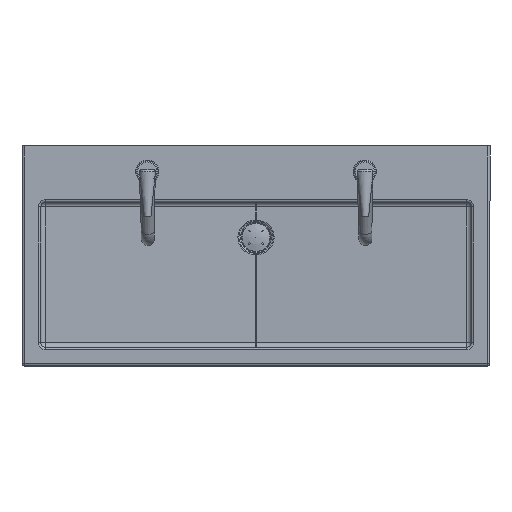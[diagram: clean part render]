
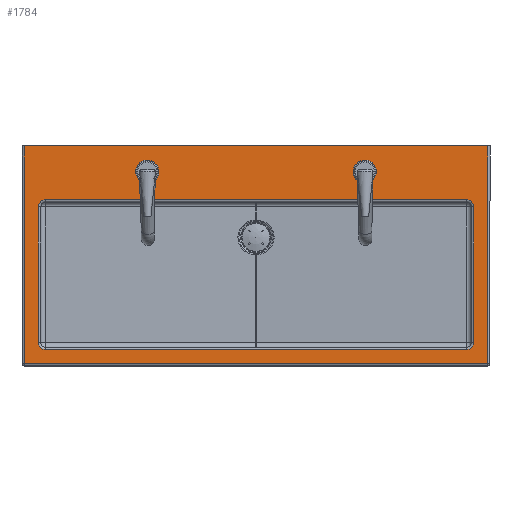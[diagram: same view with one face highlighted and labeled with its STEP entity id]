
A CAD part, top view. The second image highlights one B-rep face of the part: STEP entity #1784.
In plain terms, the highlighted planar face has unit normal (0, 0, 1).
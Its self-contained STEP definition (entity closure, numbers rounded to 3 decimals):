
#1330=CARTESIAN_POINT('',(3.157,36.179,135.0));
#1331=VERTEX_POINT('',#1330);
#1349=CARTESIAN_POINT('',(3.157,326.179,135.0));
#1350=VERTEX_POINT('',#1349);
#1358=CARTESIAN_POINT('',(3.157,326.179,135.0));
#1359=DIRECTION('',(0.0,-1.0,0.0));
#1360=VECTOR('',#1359,290.);
#1361=LINE('',#1358,#1360);
#1362=EDGE_CURVE('',#1350,#1331,#1361,.T.);
#1372=CARTESIAN_POINT('',(18.157,21.179,135.0));
#1373=VERTEX_POINT('',#1372);
#1391=CARTESIAN_POINT('',(18.157,36.179,135.0));
#1392=DIRECTION('',(0.0,0.0,1.0));
#1393=DIRECTION('',(-0.707,-0.707,0.0));
#1394=AXIS2_PLACEMENT_3D('',#1391,#1392,#1393);
#1395=CIRCLE('',#1394,15.);
#1396=EDGE_CURVE('',#1331,#1373,#1395,.T.);
#1408=CARTESIAN_POINT('',(18.157,341.179,135.0));
#1409=VERTEX_POINT('',#1408);
#1417=CARTESIAN_POINT('',(18.157,326.179,135.0));
#1418=DIRECTION('',(0.0,0.0,1.0));
#1419=DIRECTION('',(-0.707,0.707,0.0));
#1420=AXIS2_PLACEMENT_3D('',#1417,#1418,#1419);
#1421=CIRCLE('',#1420,15.);
#1422=EDGE_CURVE('',#1409,#1350,#1421,.T.);
#1440=CARTESIAN_POINT('',(918.157,21.179,135.0));
#1441=VERTEX_POINT('',#1440);
#1458=CARTESIAN_POINT('',(18.157,21.179,135.0));
#1459=DIRECTION('',(1.0,0.0,0.0));
#1460=VECTOR('',#1459,900.0);
#1461=LINE('',#1458,#1460);
#1462=EDGE_CURVE('',#1373,#1441,#1461,.T.);
#1474=CARTESIAN_POINT('',(918.157,341.179,135.0));
#1475=VERTEX_POINT('',#1474);
#1483=CARTESIAN_POINT('',(918.157,341.179,135.0));
#1484=DIRECTION('',(-1.0,0.0,0.0));
#1485=VECTOR('',#1484,900.);
#1486=LINE('',#1483,#1485);
#1487=EDGE_CURVE('',#1475,#1409,#1486,.T.);
#1504=CARTESIAN_POINT('',(933.157,36.179,135.0));
#1505=VERTEX_POINT('',#1504);
#1523=CARTESIAN_POINT('',(918.157,36.179,135.0));
#1524=DIRECTION('',(0.0,0.0,1.));
#1525=DIRECTION('',(0.707,-0.707,0.0));
#1526=AXIS2_PLACEMENT_3D('',#1523,#1524,#1525);
#1527=CIRCLE('',#1526,15.);
#1528=EDGE_CURVE('',#1441,#1505,#1527,.T.);
#1540=CARTESIAN_POINT('',(933.157,326.179,135.0));
#1541=VERTEX_POINT('',#1540);
#1549=CARTESIAN_POINT('',(918.157,326.179,135.0));
#1550=DIRECTION('',(0.0,0.0,1.));
#1551=DIRECTION('',(0.707,0.707,0.0));
#1552=AXIS2_PLACEMENT_3D('',#1549,#1550,#1551);
#1553=CIRCLE('',#1552,15.0);
#1554=EDGE_CURVE('',#1541,#1475,#1553,.T.);
#1573=CARTESIAN_POINT('',(933.157,36.179,135.0));
#1574=DIRECTION('',(0.0,1.0,0.0));
#1575=VECTOR('',#1574,290.);
#1576=LINE('',#1573,#1575);
#1577=EDGE_CURVE('',#1505,#1541,#1576,.T.);
#1713=CARTESIAN_POINT('',(468.157,221.179,135.0));
#1714=DIRECTION('',(0.0,0.0,1.0));
#1715=DIRECTION('',(1.0,0.0,0.0));
#1716=AXIS2_PLACEMENT_3D('',#1713,#1714,#1715);
#1717=PLANE('',#1716);
#1718=CARTESIAN_POINT('',(-26.843,-8.821,135.0));
#1719=VERTEX_POINT('',#1718);
#1720=CARTESIAN_POINT('',(-26.843,456.179,135.0));
#1721=VERTEX_POINT('',#1720);
#1722=CARTESIAN_POINT('',(-26.843,-8.821,135.0));
#1723=DIRECTION('',(0.0,1.0,0.0));
#1724=VECTOR('',#1723,465.0);
#1725=LINE('',#1722,#1724);
#1726=EDGE_CURVE('',#1719,#1721,#1725,.T.);
#1727=ORIENTED_EDGE('',*,*,#1726,.F.);
#1728=CARTESIAN_POINT('',(963.157,-8.821,135.0));
#1729=VERTEX_POINT('',#1728);
#1730=CARTESIAN_POINT('',(963.157,-8.821,135.0));
#1731=DIRECTION('',(-1.0,0.0,0.0));
#1732=VECTOR('',#1731,990.0);
#1733=LINE('',#1730,#1732);
#1734=EDGE_CURVE('',#1729,#1719,#1733,.T.);
#1735=ORIENTED_EDGE('',*,*,#1734,.F.);
#1736=CARTESIAN_POINT('',(963.157,456.179,135.0));
#1737=VERTEX_POINT('',#1736);
#1738=CARTESIAN_POINT('',(963.157,456.179,135.0));
#1739=DIRECTION('',(0.0,-1.0,0.0));
#1740=VECTOR('',#1739,465.);
#1741=LINE('',#1738,#1740);
#1742=EDGE_CURVE('',#1737,#1729,#1741,.T.);
#1743=ORIENTED_EDGE('',*,*,#1742,.F.);
#1744=CARTESIAN_POINT('',(-26.843,456.179,135.0));
#1745=DIRECTION('',(1.0,0.0,0.0));
#1746=VECTOR('',#1745,990.);
#1747=LINE('',#1744,#1746);
#1748=EDGE_CURVE('',#1721,#1737,#1747,.T.);
#1749=ORIENTED_EDGE('',*,*,#1748,.F.);
#1750=EDGE_LOOP('',(#1727,#1735,#1743,#1749));
#1751=FACE_OUTER_BOUND('',#1750,.T.);
#1752=CARTESIAN_POINT('',(721.157,401.179,135.0));
#1753=VERTEX_POINT('',#1752);
#1754=CARTESIAN_POINT('',(700.657,401.179,135.0));
#1755=DIRECTION('',(0.0,0.0,1.0));
#1756=DIRECTION('',(-1.0,0.0,0.0));
#1757=AXIS2_PLACEMENT_3D('',#1754,#1755,#1756);
#1758=CIRCLE('',#1757,20.5);
#1759=EDGE_CURVE('',#1753,#1753,#1758,.T.);
#1760=ORIENTED_EDGE('',*,*,#1759,.F.);
#1761=EDGE_LOOP('',(#1760));
#1762=FACE_BOUND('',#1761,.T.);
#1763=CARTESIAN_POINT('',(256.157,401.179,135.0));
#1764=VERTEX_POINT('',#1763);
#1765=CARTESIAN_POINT('',(235.657,401.179,135.0));
#1766=DIRECTION('',(0.0,0.0,1.0));
#1767=DIRECTION('',(-1.0,0.0,0.0));
#1768=AXIS2_PLACEMENT_3D('',#1765,#1766,#1767);
#1769=CIRCLE('',#1768,20.5);
#1770=EDGE_CURVE('',#1764,#1764,#1769,.T.);
#1771=ORIENTED_EDGE('',*,*,#1770,.F.);
#1772=EDGE_LOOP('',(#1771));
#1773=FACE_BOUND('',#1772,.T.);
#1774=ORIENTED_EDGE('',*,*,#1362,.F.);
#1775=ORIENTED_EDGE('',*,*,#1422,.F.);
#1776=ORIENTED_EDGE('',*,*,#1487,.F.);
#1777=ORIENTED_EDGE('',*,*,#1554,.F.);
#1778=ORIENTED_EDGE('',*,*,#1577,.F.);
#1779=ORIENTED_EDGE('',*,*,#1528,.F.);
#1780=ORIENTED_EDGE('',*,*,#1462,.F.);
#1781=ORIENTED_EDGE('',*,*,#1396,.F.);
#1782=EDGE_LOOP('',(#1774,#1775,#1776,#1777,#1778,#1779,#1780,#1781));
#1783=FACE_BOUND('',#1782,.T.);
#1784=ADVANCED_FACE('',(#1751,#1762,#1773,#1783),#1717,.T.);
